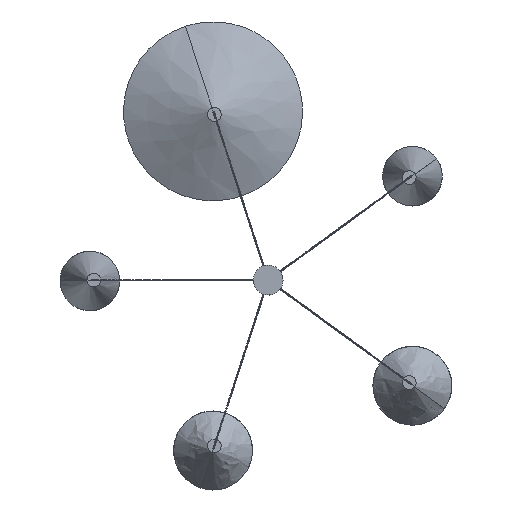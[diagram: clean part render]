
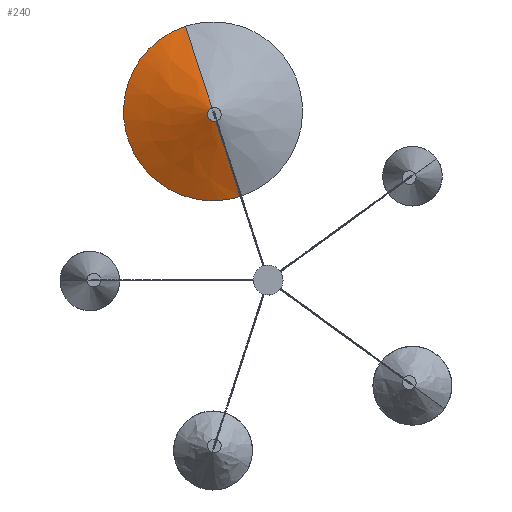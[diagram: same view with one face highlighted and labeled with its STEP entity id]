
A CAD part, top view. The second image highlights one B-rep face of the part: STEP entity #240.
In plain terms, the highlighted free-form (B-spline) face has degree [2, 1] with [5, 2] control points.
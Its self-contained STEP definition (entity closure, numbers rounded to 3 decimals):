
#64=B_SPLINE_CURVE_WITH_KNOTS('',1,(#2049,#2050),.UNSPECIFIED.,.F.,.F.,
(2,2),(19.697,1477.262),.UNSPECIFIED.);
#65=B_SPLINE_CURVE_WITH_KNOTS('',1,(#2051,#2052),.UNSPECIFIED.,.F.,.F.,
(2,2),(19.697,1477.262),.UNSPECIFIED.);
#141=(
BOUNDED_SURFACE()
B_SPLINE_SURFACE(2,1,((#2020,#2021),(#2022,#2023),(#2024,#2025),(#2026,
#2027),(#2028,#2029)),.UNSPECIFIED.,.F.,.F.,.F.)
B_SPLINE_SURFACE_WITH_KNOTS((3,2,3),(2,2),(165.529,248.294,
331.059),(0.,1477.262),.UNSPECIFIED.)
GEOMETRIC_REPRESENTATION_ITEM()
RATIONAL_B_SPLINE_SURFACE(((1.,1.),(0.707,0.707),
(1.,1.),(0.707,0.707),(1.,1.)))
REPRESENTATION_ITEM('')
SURFACE()
);
#240=ADVANCED_FACE('',(#370),#141,.T.);
#370=FACE_OUTER_BOUND('',#500,.T.);
#500=EDGE_LOOP('',(#641,#642,#643,#644));
#641=ORIENTED_EDGE('',*,*,#1079,.F.);
#642=ORIENTED_EDGE('',*,*,#1080,.T.);
#643=ORIENTED_EDGE('',*,*,#1077,.T.);
#644=ORIENTED_EDGE('',*,*,#1081,.F.);
#1077=EDGE_CURVE('',#1529,#1532,#1337,.T.);
#1079=EDGE_CURVE('',#1531,#1530,#1339,.T.);
#1080=EDGE_CURVE('',#1531,#1529,#64,.T.);
#1081=EDGE_CURVE('',#1530,#1532,#65,.T.);
#1337=(
BOUNDED_CURVE()
B_SPLINE_CURVE(2,(#2034,#2035,#2036,#2037,#2038),.UNSPECIFIED.,.F.,.F.)
B_SPLINE_CURVE_WITH_KNOTS((3,2,3),(-331.059,-248.294,
-165.529),.UNSPECIFIED.)
CURVE()
GEOMETRIC_REPRESENTATION_ITEM()
RATIONAL_B_SPLINE_CURVE((1.,0.707,1.,0.707,1.))
REPRESENTATION_ITEM('')
);
#1339=(
BOUNDED_CURVE()
B_SPLINE_CURVE(2,(#2044,#2045,#2046,#2047,#2048),.UNSPECIFIED.,.F.,.F.)
B_SPLINE_CURVE_WITH_KNOTS((3,2,3),(12.566,18.85,25.133),
 .UNSPECIFIED.)
CURVE()
GEOMETRIC_REPRESENTATION_ITEM()
RATIONAL_B_SPLINE_CURVE((1.,0.707,1.,0.707,1.))
REPRESENTATION_ITEM('')
);
#1529=VERTEX_POINT('',#2030);
#1530=VERTEX_POINT('',#2031);
#1531=VERTEX_POINT('',#2032);
#1532=VERTEX_POINT('',#2033);
#2020=CARTESIAN_POINT('',(-9588.155,568.496,640.245));
#2021=CARTESIAN_POINT('',(-9495.45,283.179,500.245));
#2022=CARTESIAN_POINT('',(-9588.155,568.496,640.245));
#2023=CARTESIAN_POINT('',(-9780.767,190.474,500.245));
#2024=CARTESIAN_POINT('',(-9588.155,568.496,640.245));
#2025=CARTESIAN_POINT('',(-9873.472,475.791,500.245));
#2026=CARTESIAN_POINT('',(-9588.155,568.496,640.245));
#2027=CARTESIAN_POINT('',(-9966.177,761.108,500.245));
#2028=CARTESIAN_POINT('',(-9588.155,568.496,640.245));
#2029=CARTESIAN_POINT('',(-9680.86,853.813,500.245));
#2030=CARTESIAN_POINT('',(-9680.86,853.813,500.245));
#2031=CARTESIAN_POINT('',(-9586.919,564.692,638.379));
#2032=CARTESIAN_POINT('',(-9589.391,572.3,638.379));
#2033=CARTESIAN_POINT('',(-9495.45,283.179,500.245));
#2034=CARTESIAN_POINT('',(-9680.86,853.813,500.245));
#2035=CARTESIAN_POINT('',(-9966.177,761.108,500.245));
#2036=CARTESIAN_POINT('',(-9873.472,475.791,500.245));
#2037=CARTESIAN_POINT('',(-9780.767,190.474,500.245));
#2038=CARTESIAN_POINT('',(-9495.45,283.179,500.245));
#2044=CARTESIAN_POINT('',(-9589.391,572.3,638.379));
#2045=CARTESIAN_POINT('',(-9593.195,571.064,638.379));
#2046=CARTESIAN_POINT('',(-9591.959,567.26,638.379));
#2047=CARTESIAN_POINT('',(-9590.723,563.456,638.379));
#2048=CARTESIAN_POINT('',(-9586.919,564.692,638.379));
#2049=CARTESIAN_POINT('',(-9589.391,572.3,638.379));
#2050=CARTESIAN_POINT('',(-9680.86,853.813,500.245));
#2051=CARTESIAN_POINT('',(-9586.919,564.692,638.379));
#2052=CARTESIAN_POINT('',(-9495.45,283.179,500.245));
